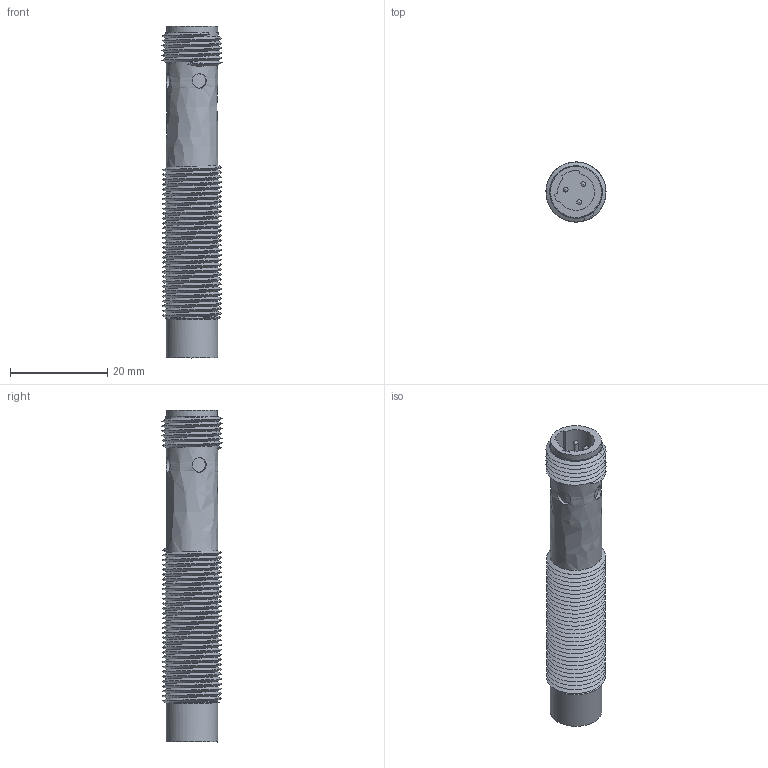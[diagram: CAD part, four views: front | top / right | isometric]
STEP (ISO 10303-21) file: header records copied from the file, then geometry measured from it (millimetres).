
FILE_DESCRIPTION( ('This file contains a STEP AP42 implementation' ,'as created by ZW3D STEP Interface translator.') ,'2;1' );
FILE_NAME( 'FCS2-1202X-XUU3.stp' ,'20 6 3.163710', (''), ('ZWCAD Software Co.'), 'Version 1.0', 'ZW3D to STEP translator', '' );
FILE_SCHEMA(('AUTOMOTIVE_DESIGN'));
Length unit declared in the file: millimetre
Products named in the file (2): 0; FCS1-1202X-XUU3
Bounding box: 12.36 x 12.36 x 68.3 mm (x, y, z)
Volume: 6433.2 mm3; surface area: 4066.3 mm2
Topology: 1 solids, 1 shells, 83 faces, 216 edges, 139 vertices
Faces by surface type: bspline 83
Entity records: 4934 total; most frequent: CARTESIAN_POINT 3665, ORIENTED_EDGE 422, EDGE_CURVE 211, VERTEX_POINT 138, B_SPLINE_CURVE_WITH_KNOTS 101, EDGE_LOOP 90, FACE_OUTER_BOUND 82, ADVANCED_FACE 82
